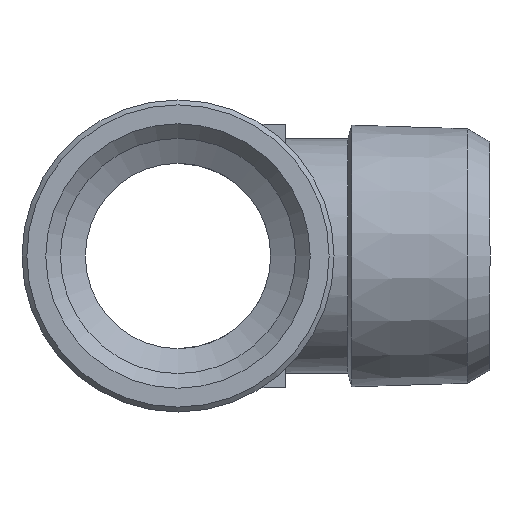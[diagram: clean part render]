
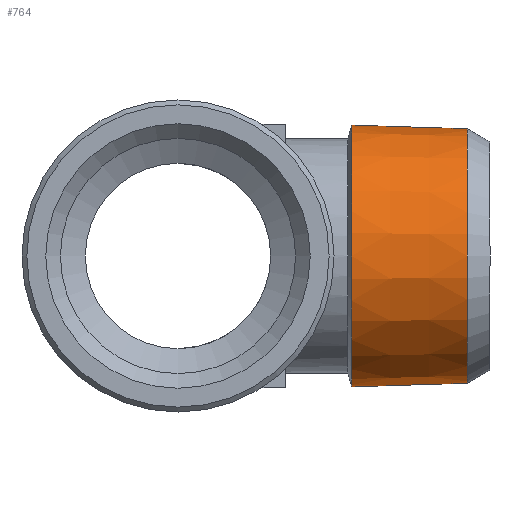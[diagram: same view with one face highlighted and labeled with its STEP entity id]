
A CAD part, left-side view. The second image highlights one B-rep face of the part: STEP entity #764.
In plain terms, the highlighted conical face has half-angle 1.79 degrees and reference radius 13.05 mm.
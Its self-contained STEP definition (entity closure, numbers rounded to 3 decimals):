
#10 = FACE_BOUND ( 'NONE', #123, .T. ) ;
#123 = EDGE_LOOP ( 'NONE', ( #278 ) ) ;
#254 = EDGE_LOOP ( 'NONE', ( #330 ) ) ;
#278 = ORIENTED_EDGE ( 'NONE', *, *, #660, .F. ) ;
#330 = ORIENTED_EDGE ( 'NONE', *, *, #666, .T. ) ;
#448 = CONICAL_SURFACE ( 'NONE', #715, 13.05, 0.031 ) ;
#451 = FACE_OUTER_BOUND ( 'NONE', #254, .T. ) ;
#501 = CIRCLE ( 'NONE', #695, 13.05 ) ;
#534 = CIRCLE ( 'NONE', #694, 13.42 ) ;
#660 = EDGE_CURVE ( 'NONE', #1197, #1197, #501, .T. ) ;
#666 = EDGE_CURVE ( 'NONE', #1198, #1198, #534, .T. ) ;
#694 = AXIS2_PLACEMENT_3D ( 'NONE', #825, #838, #782 ) ;
#695 = AXIS2_PLACEMENT_3D ( 'NONE', #799, #796, #797 ) ;
#715 = AXIS2_PLACEMENT_3D ( 'NONE', #1067, #1068, #1066 ) ;
#764 = ADVANCED_FACE ( 'NONE', ( #10, #451 ), #448, .T. ) ;
#782 = DIRECTION ( 'NONE',  ( 0., 0., -1. ) ) ;
#796 = DIRECTION ( 'NONE',  ( 0., -1., 0. ) ) ;
#797 = DIRECTION ( 'NONE',  ( 0., 0., 1. ) ) ;
#799 = CARTESIAN_POINT ( 'NONE',  ( 228.895, -35.05, -25. ) ) ;
#825 = CARTESIAN_POINT ( 'NONE',  ( 228.895, -23.197, -25. ) ) ;
#838 = DIRECTION ( 'NONE',  ( 0., -1., 0. ) ) ;
#1066 = DIRECTION ( 'NONE',  ( 0., 0., 1. ) ) ;
#1067 = CARTESIAN_POINT ( 'NONE',  ( 228.895, -35.05, -25. ) ) ;
#1068 = DIRECTION ( 'NONE',  ( 0., 1., 0. ) ) ;
#1156 = CARTESIAN_POINT ( 'NONE',  ( 228.895, -35.05, -11.95 ) ) ;
#1157 = CARTESIAN_POINT ( 'NONE',  ( 228.895, -23.197, -38.42 ) ) ;
#1197 = VERTEX_POINT ( 'NONE', #1156 ) ;
#1198 = VERTEX_POINT ( 'NONE', #1157 ) ;
